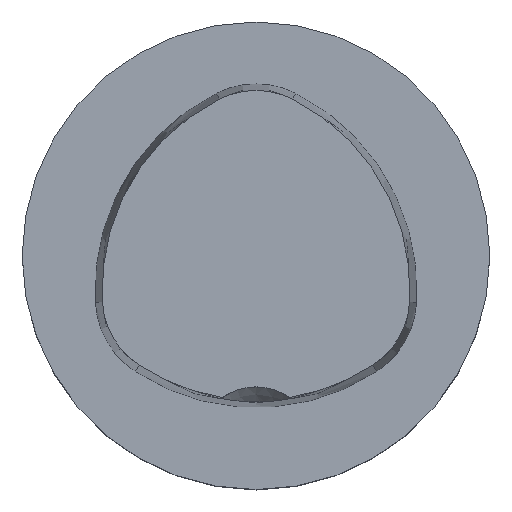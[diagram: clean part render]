
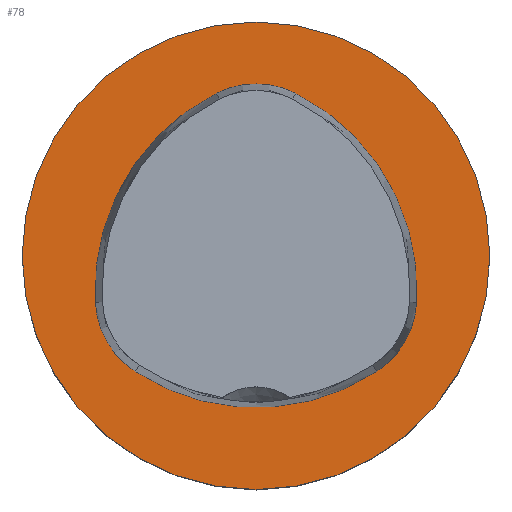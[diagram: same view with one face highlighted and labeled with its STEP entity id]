
A CAD part, top view. The second image highlights one B-rep face of the part: STEP entity #78.
In plain terms, the highlighted planar face has unit normal (0, 0, 1).
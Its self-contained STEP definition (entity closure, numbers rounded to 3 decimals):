
#70=FACE_BOUND('',#112,.T.);
#71=FACE_BOUND('',#113,.T.);
#78=ADVANCED_FACE('',(#70,#71),#89,.T.);
#89=PLANE('',#277);
#112=EDGE_LOOP('',(#134,#135,#136,#137,#138,#139));
#113=EDGE_LOOP('',(#140));
#134=ORIENTED_EDGE('',*,*,#211,.F.);
#135=ORIENTED_EDGE('',*,*,#212,.F.);
#136=ORIENTED_EDGE('',*,*,#213,.F.);
#137=ORIENTED_EDGE('',*,*,#214,.F.);
#138=ORIENTED_EDGE('',*,*,#215,.F.);
#139=ORIENTED_EDGE('',*,*,#216,.F.);
#140=ORIENTED_EDGE('',*,*,#210,.F.);
#188=VERTEX_POINT('',#401);
#189=VERTEX_POINT('',#404);
#190=VERTEX_POINT('',#405);
#191=VERTEX_POINT('',#407);
#192=VERTEX_POINT('',#409);
#193=VERTEX_POINT('',#411);
#194=VERTEX_POINT('',#413);
#210=EDGE_CURVE('',#188,#188,#240,.T.);
#211=EDGE_CURVE('',#189,#190,#241,.T.);
#212=EDGE_CURVE('',#191,#189,#242,.T.);
#213=EDGE_CURVE('',#192,#191,#243,.T.);
#214=EDGE_CURVE('',#193,#192,#244,.T.);
#215=EDGE_CURVE('',#194,#193,#245,.T.);
#216=EDGE_CURVE('',#190,#194,#246,.T.);
#240=CIRCLE('',#269,16.0);
#241=CIRCLE('',#271,6.063);
#242=CIRCLE('',#272,15.063);
#243=CIRCLE('',#273,6.063);
#244=CIRCLE('',#274,15.063);
#245=CIRCLE('',#275,6.063);
#246=CIRCLE('',#276,15.063);
#269=AXIS2_PLACEMENT_3D('',#400,#320,#321);
#271=AXIS2_PLACEMENT_3D('',#403,#324,#325);
#272=AXIS2_PLACEMENT_3D('',#406,#326,#327);
#273=AXIS2_PLACEMENT_3D('',#408,#328,#329);
#274=AXIS2_PLACEMENT_3D('',#410,#330,#331);
#275=AXIS2_PLACEMENT_3D('',#412,#332,#333);
#276=AXIS2_PLACEMENT_3D('',#414,#334,#335);
#277=AXIS2_PLACEMENT_3D('',#415,#336,#337);
#320=DIRECTION('',(0.0,0.0,-1.0));
#321=DIRECTION('',(-1.0,0.0,0.0));
#324=DIRECTION('',(0.0,0.0,1.0));
#325=DIRECTION('',(1.0,0.0,0.0));
#326=DIRECTION('',(0.0,0.0,1.0));
#327=DIRECTION('',(1.0,0.0,0.0));
#328=DIRECTION('',(0.0,0.0,1.0));
#329=DIRECTION('',(1.0,0.0,0.0));
#330=DIRECTION('',(0.0,0.0,1.0));
#331=DIRECTION('',(1.0,0.0,0.0));
#332=DIRECTION('',(0.0,0.0,1.0));
#333=DIRECTION('',(1.0,0.0,0.0));
#334=DIRECTION('',(0.0,0.0,1.0));
#335=DIRECTION('',(1.0,0.0,0.0));
#336=DIRECTION('',(0.0,0.0,1.0));
#337=DIRECTION('',(1.0,0.0,0.0));
#400=CARTESIAN_POINT('',(0.0,0.0,0.0));
#401=CARTESIAN_POINT('',(-16.0,0.0,0.0));
#403=CARTESIAN_POINT('',(0.0,5.7,0.0));
#404=CARTESIAN_POINT('',(2.728,11.115,0.0));
#405=CARTESIAN_POINT('',(-2.728,11.115,0.0));
#406=CARTESIAN_POINT('',(-4.049,-2.338,0.0));
#407=CARTESIAN_POINT('',(10.989,-3.195,0.0));
#408=CARTESIAN_POINT('',(4.936,-2.85,0.0));
#409=CARTESIAN_POINT('',(8.262,-7.919,0.0));
#410=CARTESIAN_POINT('',(0.0,4.675,0.0));
#411=CARTESIAN_POINT('',(-8.262,-7.919,0.0));
#412=CARTESIAN_POINT('',(-4.936,-2.85,0.0));
#413=CARTESIAN_POINT('',(-10.989,-3.195,0.0));
#414=CARTESIAN_POINT('',(4.049,-2.338,0.0));
#415=CARTESIAN_POINT('',(0.0,-16.0,0.0));
